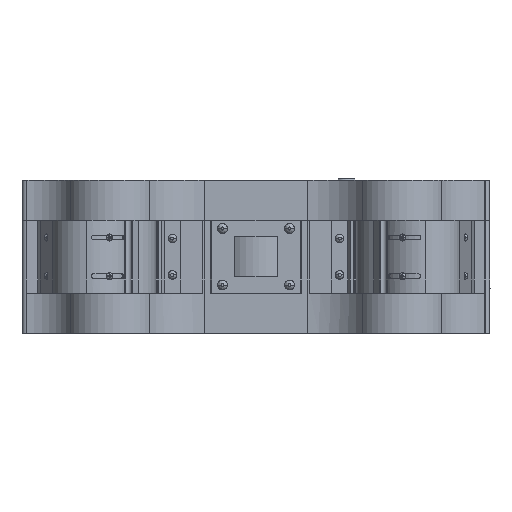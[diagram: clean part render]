
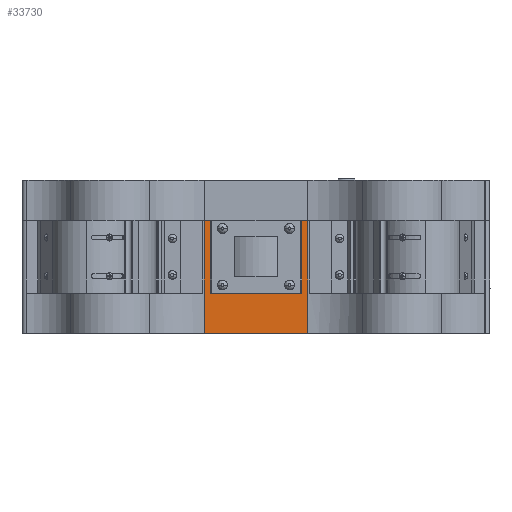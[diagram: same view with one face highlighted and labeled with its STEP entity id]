
A CAD part, left-side view. The second image highlights one B-rep face of the part: STEP entity #33730.
In plain terms, the highlighted planar face has unit normal (-1, 0, 0).
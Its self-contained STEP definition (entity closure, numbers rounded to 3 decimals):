
#1271 = ORIENTED_EDGE ( 'NONE', *, *, #31040, .F. ) ;
#1342 = VERTEX_POINT ( 'NONE', #2061 ) ;
#1552 = EDGE_CURVE ( 'NONE', #10452, #1342, #6653, .T. ) ;
#2061 = CARTESIAN_POINT ( 'NONE',  ( 89.636, 31.919, -95. ) ) ;
#3500 = DIRECTION ( 'NONE',  ( -1., 0., 0. ) ) ;
#5301 = CARTESIAN_POINT ( 'NONE',  ( 89.636, 31.919, -25. ) ) ;
#5364 = LINE ( 'NONE', #16208, #5633 ) ;
#5633 = VECTOR ( 'NONE', #27054, 1000. ) ;
#5691 = VECTOR ( 'NONE', #32039, 1000. ) ;
#6162 = FACE_OUTER_BOUND ( 'NONE', #18847, .T. ) ;
#6653 = LINE ( 'NONE', #17522, #23587 ) ;
#7707 = VECTOR ( 'NONE', #31411, 1000. ) ;
#9694 = LINE ( 'NONE', #20567, #7707 ) ;
#10323 = LINE ( 'NONE', #21187, #5691 ) ;
#10452 = VERTEX_POINT ( 'NONE', #5301 ) ;
#12464 = VERTEX_POINT ( 'NONE', #16660 ) ;
#14334 = CARTESIAN_POINT ( 'NONE',  ( 89.636, -31.919, -25. ) ) ;
#14350 = DIRECTION ( 'NONE',  ( 0., 1., 0. ) ) ;
#15217 = EDGE_CURVE ( 'NONE', #1342, #12464, #10323, .T. ) ;
#16208 = CARTESIAN_POINT ( 'NONE',  ( 89.636, -31.919, -25. ) ) ;
#16660 = CARTESIAN_POINT ( 'NONE',  ( 89.636, -31.919, -95. ) ) ;
#17011 = PLANE ( 'NONE',  #27457 ) ;
#17522 = CARTESIAN_POINT ( 'NONE',  ( 89.636, 31.919, -25. ) ) ;
#17820 = ORIENTED_EDGE ( 'NONE', *, *, #1552, .T. ) ;
#18847 = EDGE_LOOP ( 'NONE', ( #23186, #17820, #30057, #1271 ) ) ;
#20567 = CARTESIAN_POINT ( 'NONE',  ( 89.636, -31.919, -25. ) ) ;
#21187 = CARTESIAN_POINT ( 'NONE',  ( 89.636, 31.919, -95. ) ) ;
#23186 = ORIENTED_EDGE ( 'NONE', *, *, #26014, .T. ) ;
#23587 = VECTOR ( 'NONE', #28372, 1000. ) ;
#26014 = EDGE_CURVE ( 'NONE', #31492, #10452, #9694, .T. ) ;
#27054 = DIRECTION ( 'NONE',  ( 0., 0., -1. ) ) ;
#27457 = AXIS2_PLACEMENT_3D ( 'NONE', #27872, #3500, #14350 ) ;
#27872 = CARTESIAN_POINT ( 'NONE',  ( 89.636, 0., -60. ) ) ;
#28372 = DIRECTION ( 'NONE',  ( 0., 0., -1. ) ) ;
#30057 = ORIENTED_EDGE ( 'NONE', *, *, #15217, .T. ) ;
#31040 = EDGE_CURVE ( 'NONE', #31492, #12464, #5364, .T. ) ;
#31411 = DIRECTION ( 'NONE',  ( 0., 1., 0. ) ) ;
#31492 = VERTEX_POINT ( 'NONE', #14334 ) ;
#32039 = DIRECTION ( 'NONE',  ( 0., -1., 0. ) ) ;
#33730 = ADVANCED_FACE ( 'NONE', ( #6162 ), #17011, .T. ) ;
